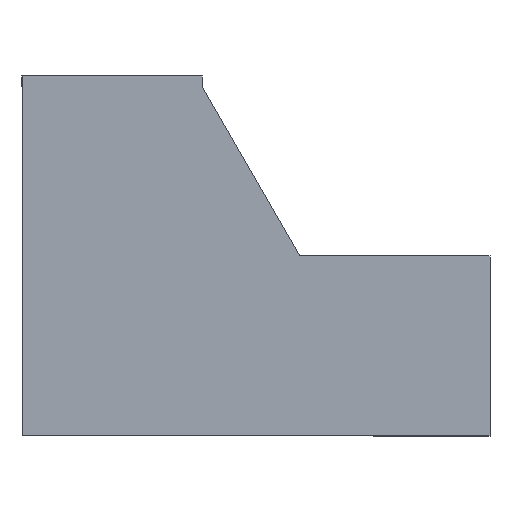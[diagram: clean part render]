
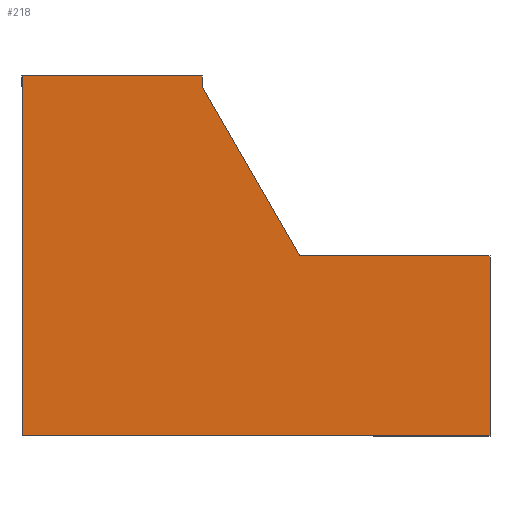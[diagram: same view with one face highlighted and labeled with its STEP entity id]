
A CAD part, left-side view. The second image highlights one B-rep face of the part: STEP entity #218.
In plain terms, the highlighted planar face has unit normal (-1, 0, 0).
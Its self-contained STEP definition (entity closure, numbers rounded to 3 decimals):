
#80 = VERTEX_POINT('',#81);
#81 = CARTESIAN_POINT('',(-3.,-130.,0.));
#89 = EDGE_CURVE('',#80,#90,#92,.T.);
#90 = VERTEX_POINT('',#91);
#91 = CARTESIAN_POINT('',(-3.,-130.,50.));
#92 = LINE('',#93,#94);
#93 = CARTESIAN_POINT('',(-3.,-130.,0.));
#94 = VECTOR('',#95,1.);
#95 = DIRECTION('',(0.,0.,1.));
#129 = VERTEX_POINT('',#130);
#130 = CARTESIAN_POINT('',(-3.,0.,0.));
#136 = EDGE_CURVE('',#129,#80,#137,.T.);
#137 = LINE('',#138,#139);
#138 = CARTESIAN_POINT('',(-3.,0.,0.));
#139 = VECTOR('',#140,1.);
#140 = DIRECTION('',(0.,-1.,0.));
#198 = EDGE_CURVE('',#90,#199,#201,.T.);
#199 = VERTEX_POINT('',#200);
#200 = CARTESIAN_POINT('',(-3.,-77.135,50.));
#201 = LINE('',#202,#203);
#202 = CARTESIAN_POINT('',(-3.,-130.,50.));
#203 = VECTOR('',#204,1.);
#204 = DIRECTION('',(0.,1.,0.));
#218 = ADVANCED_FACE('',(#219),#254,.F.);
#219 = FACE_BOUND('',#220,.F.);
#220 = EDGE_LOOP('',(#221,#222,#230,#238,#246,#252,#253));
#221 = ORIENTED_EDGE('',*,*,#136,.F.);
#222 = ORIENTED_EDGE('',*,*,#223,.T.);
#223 = EDGE_CURVE('',#129,#224,#226,.T.);
#224 = VERTEX_POINT('',#225);
#225 = CARTESIAN_POINT('',(-3.,0.,100.));
#226 = LINE('',#227,#228);
#227 = CARTESIAN_POINT('',(-3.,0.,0.));
#228 = VECTOR('',#229,1.);
#229 = DIRECTION('',(0.,0.,1.));
#230 = ORIENTED_EDGE('',*,*,#231,.T.);
#231 = EDGE_CURVE('',#224,#232,#234,.T.);
#232 = VERTEX_POINT('',#233);
#233 = CARTESIAN_POINT('',(-3.,-50.,100.));
#234 = LINE('',#235,#236);
#235 = CARTESIAN_POINT('',(-3.,0.,100.));
#236 = VECTOR('',#237,1.);
#237 = DIRECTION('',(0.,-1.,0.));
#238 = ORIENTED_EDGE('',*,*,#239,.T.);
#239 = EDGE_CURVE('',#232,#240,#242,.T.);
#240 = VERTEX_POINT('',#241);
#241 = CARTESIAN_POINT('',(-3.,-50.,97.));
#242 = LINE('',#243,#244);
#243 = CARTESIAN_POINT('',(-3.,-50.,100.));
#244 = VECTOR('',#245,1.);
#245 = DIRECTION('',(0.,0.,-1.));
#246 = ORIENTED_EDGE('',*,*,#247,.T.);
#247 = EDGE_CURVE('',#240,#199,#248,.T.);
#248 = LINE('',#249,#250);
#249 = CARTESIAN_POINT('',(-3.,-50.,97.));
#250 = VECTOR('',#251,1.);
#251 = DIRECTION('',(0.,-0.5,-0.866));
#252 = ORIENTED_EDGE('',*,*,#198,.F.);
#253 = ORIENTED_EDGE('',*,*,#89,.F.);
#254 = PLANE('',#255);
#255 = AXIS2_PLACEMENT_3D('',#256,#257,#258);
#256 = CARTESIAN_POINT('',(-3.,0.,0.));
#257 = DIRECTION('',(1.,0.,0.));
#258 = DIRECTION('',(0.,-1.,0.));
